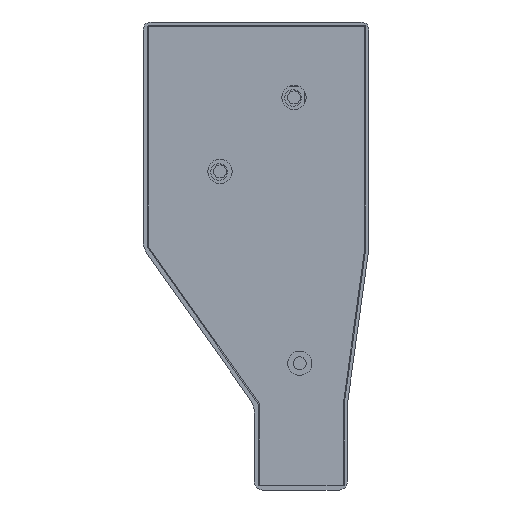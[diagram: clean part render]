
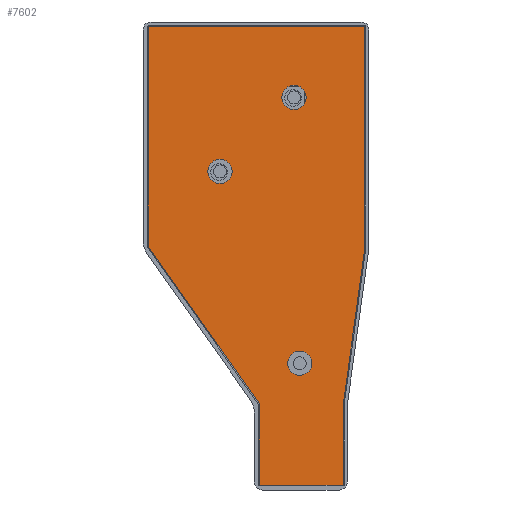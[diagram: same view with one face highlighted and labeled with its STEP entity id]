
A CAD part, front view. The second image highlights one B-rep face of the part: STEP entity #7602.
In plain terms, the highlighted planar face has unit normal (0, -1, 0).
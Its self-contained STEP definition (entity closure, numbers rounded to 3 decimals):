
#376=FACE_BOUND('',#1924,.T.);
#377=FACE_BOUND('',#1925,.T.);
#378=FACE_BOUND('',#1926,.T.);
#775=CIRCLE('',#8469,3.);
#776=CIRCLE('',#8470,3.);
#777=CIRCLE('',#8471,3.);
#1352=FACE_OUTER_BOUND('',#1923,.T.);
#1923=EDGE_LOOP('',(#6772,#6773,#6774,#6775,#6776,#6777,#6778,#6779));
#1924=EDGE_LOOP('',(#6780));
#1925=EDGE_LOOP('',(#6781));
#1926=EDGE_LOOP('',(#6782));
#2523=LINE('',#16937,#3149);
#2524=LINE('',#16939,#3150);
#2525=LINE('',#16941,#3151);
#2526=LINE('',#16943,#3152);
#2527=LINE('',#16945,#3153);
#2528=LINE('',#16947,#3154);
#2529=LINE('',#16949,#3155);
#2530=LINE('',#16950,#3156);
#3149=VECTOR('',#10493,10.);
#3150=VECTOR('',#10494,10.);
#3151=VECTOR('',#10495,10.);
#3152=VECTOR('',#10496,10.);
#3153=VECTOR('',#10497,10.);
#3154=VECTOR('',#10498,10.);
#3155=VECTOR('',#10499,10.);
#3156=VECTOR('',#10500,10.);
#3839=VERTEX_POINT('',#16935);
#3840=VERTEX_POINT('',#16936);
#3841=VERTEX_POINT('',#16938);
#3842=VERTEX_POINT('',#16940);
#3843=VERTEX_POINT('',#16942);
#3844=VERTEX_POINT('',#16944);
#3845=VERTEX_POINT('',#16946);
#3846=VERTEX_POINT('',#16948);
#3847=VERTEX_POINT('',#16951);
#3848=VERTEX_POINT('',#16953);
#3849=VERTEX_POINT('',#16955);
#4829=EDGE_CURVE('',#3839,#3840,#2523,.T.);
#4830=EDGE_CURVE('',#3841,#3839,#2524,.T.);
#4831=EDGE_CURVE('',#3842,#3841,#2525,.T.);
#4832=EDGE_CURVE('',#3843,#3842,#2526,.T.);
#4833=EDGE_CURVE('',#3844,#3843,#2527,.T.);
#4834=EDGE_CURVE('',#3845,#3844,#2528,.T.);
#4835=EDGE_CURVE('',#3846,#3845,#2529,.T.);
#4836=EDGE_CURVE('',#3840,#3846,#2530,.T.);
#4837=EDGE_CURVE('',#3847,#3847,#775,.T.);
#4838=EDGE_CURVE('',#3848,#3848,#776,.T.);
#4839=EDGE_CURVE('',#3849,#3849,#777,.T.);
#6772=ORIENTED_EDGE('',*,*,#4829,.F.);
#6773=ORIENTED_EDGE('',*,*,#4830,.F.);
#6774=ORIENTED_EDGE('',*,*,#4831,.F.);
#6775=ORIENTED_EDGE('',*,*,#4832,.F.);
#6776=ORIENTED_EDGE('',*,*,#4833,.F.);
#6777=ORIENTED_EDGE('',*,*,#4834,.F.);
#6778=ORIENTED_EDGE('',*,*,#4835,.F.);
#6779=ORIENTED_EDGE('',*,*,#4836,.F.);
#6780=ORIENTED_EDGE('',*,*,#4837,.F.);
#6781=ORIENTED_EDGE('',*,*,#4838,.F.);
#6782=ORIENTED_EDGE('',*,*,#4839,.F.);
#7190=PLANE('',#8468);
#7602=ADVANCED_FACE('',(#1352,#376,#377,#378),#7190,.T.);
#8468=AXIS2_PLACEMENT_3D('',#16934,#10491,#10492);
#8469=AXIS2_PLACEMENT_3D('',#16952,#10501,#10502);
#8470=AXIS2_PLACEMENT_3D('',#16954,#10503,#10504);
#8471=AXIS2_PLACEMENT_3D('',#16956,#10505,#10506);
#10491=DIRECTION('center_axis',(0.,-1.,0.));
#10492=DIRECTION('ref_axis',(0.,0.,-1.));
#10493=DIRECTION('',(-1.,0.,0.));
#10494=DIRECTION('',(0.,0.,-1.));
#10495=DIRECTION('',(-0.137,0.,-0.991));
#10496=DIRECTION('',(0.,0.,-1.));
#10497=DIRECTION('',(1.,0.,0.));
#10498=DIRECTION('',(0.,0.,1.));
#10499=DIRECTION('',(-0.577,0.,0.817));
#10500=DIRECTION('',(0.,0.,1.));
#10501=DIRECTION('center_axis',(0.,-1.,0.));
#10502=DIRECTION('ref_axis',(0.,0.,-1.));
#10503=DIRECTION('center_axis',(0.,-1.,0.));
#10504=DIRECTION('ref_axis',(0.,0.,-1.));
#10505=DIRECTION('center_axis',(0.,-1.,0.));
#10506=DIRECTION('ref_axis',(0.,0.,-1.));
#16934=CARTESIAN_POINT('Origin',(0.,-103.,-30.));
#16935=CARTESIAN_POINT('',(21.6,-103.,-87.));
#16936=CARTESIAN_POINT('',(0.6,-103.,-87.));
#16937=CARTESIAN_POINT('',(0.3,-103.,-87.));
#16938=CARTESIAN_POINT('',(21.6,-103.,-66.981));
#16939=CARTESIAN_POINT('',(21.6,-103.,-58.5));
#16940=CARTESIAN_POINT('',(27.,-103.,-27.931));
#16941=CARTESIAN_POINT('',(23.906,-103.,-50.303));
#16942=CARTESIAN_POINT('',(27.,-103.,27.));
#16943=CARTESIAN_POINT('',(27.,-103.,-28.966));
#16944=CARTESIAN_POINT('',(-27.,-103.,27.));
#16945=CARTESIAN_POINT('',(13.5,-103.,27.));
#16946=CARTESIAN_POINT('',(-27.,-103.,-27.682));
#16947=CARTESIAN_POINT('',(-27.,-103.,-1.5));
#16948=CARTESIAN_POINT('',(0.6,-103.,-66.732));
#16949=CARTESIAN_POINT('',(-21.957,-103.,-34.818));
#16950=CARTESIAN_POINT('',(0.6,-103.,-48.366));
#16951=CARTESIAN_POINT('',(9.172,-103.,12.172));
#16952=CARTESIAN_POINT('Origin',(9.172,-103.,9.172));
#16953=CARTESIAN_POINT('',(-9.172,-103.,-6.172));
#16954=CARTESIAN_POINT('Origin',(-9.172,-103.,-9.172));
#16955=CARTESIAN_POINT('',(10.6,-103.,-53.732));
#16956=CARTESIAN_POINT('Origin',(10.6,-103.,-56.732));
